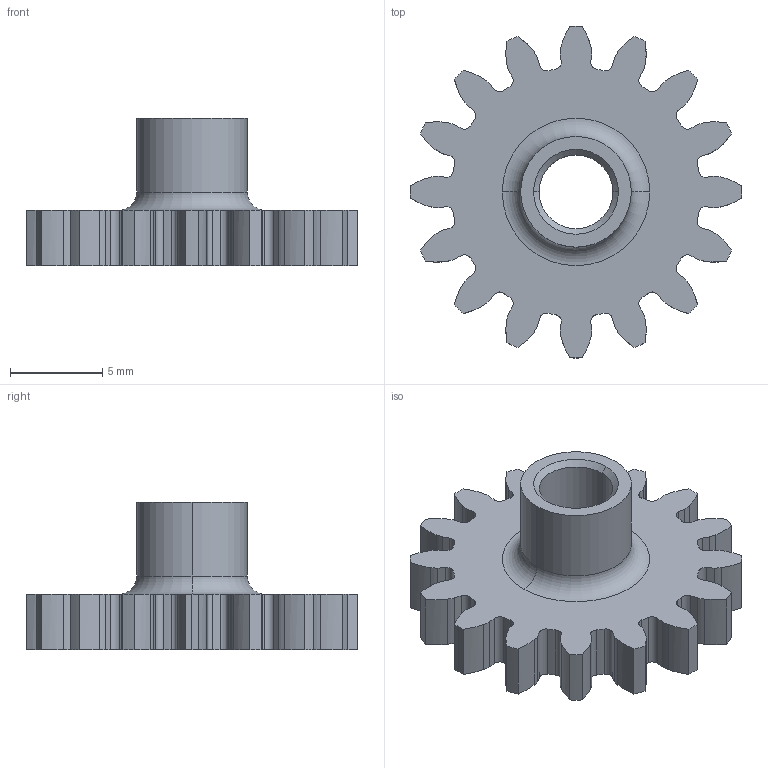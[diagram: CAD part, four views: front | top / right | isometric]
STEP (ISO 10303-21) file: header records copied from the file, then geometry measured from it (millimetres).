
FILE_DESCRIPTION (( 'STEP AP203' ), '1' );
FILE_NAME ('CTT0023.STEP', '2018-11-01T18:51:31', ( '' ), ( '' ), 'SwSTEP 2.0', 'SolidWorks 2016', '' );
FILE_SCHEMA (( 'CONFIG_CONTROL_DESIGN' ));
Length unit declared in the file: millimetre
Products named in the file (1): CTT0023
Bounding box: 18 x 18 x 8 mm (x, y, z)
Volume: 593.6 mm3; surface area: 858.5 mm2
Topology: 1 solids, 1 shells, 187 faces, 541 edges, 358 vertices
Faces by surface type: cylinder 79, bspline 64, plane 36, torus 4, cone 4
Entity records: 7158 total; most frequent: CARTESIAN_POINT 2431, ORIENTED_EDGE 1082, DIRECTION 831, EDGE_CURVE 541, VERTEX_POINT 358, AXIS2_PLACEMENT_3D 294, VECTOR 243, LINE 243
